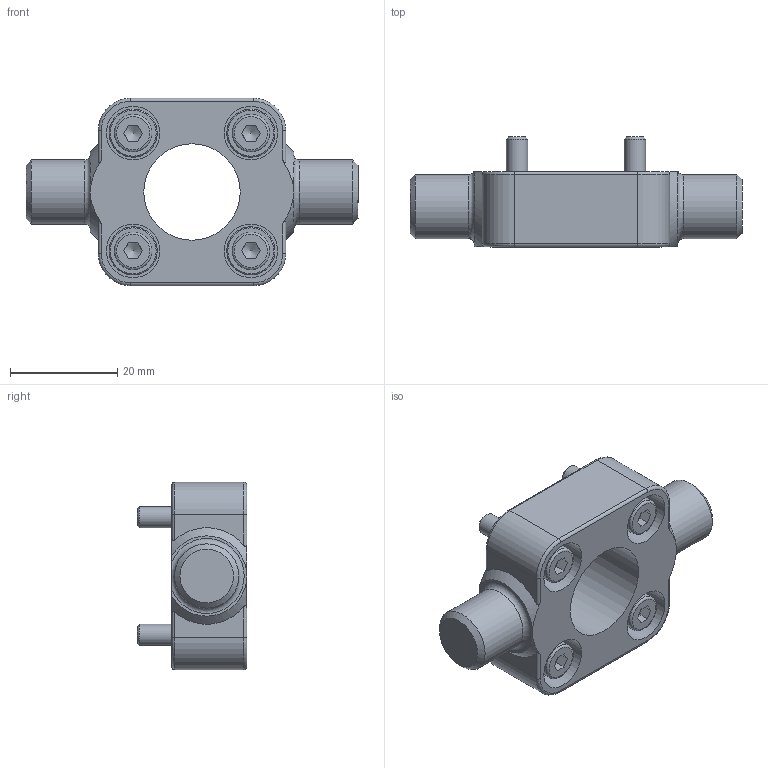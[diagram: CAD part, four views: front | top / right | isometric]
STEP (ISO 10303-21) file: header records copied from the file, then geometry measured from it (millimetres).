
FILE_DESCRIPTION(/* description */ (''),/* implementation_level */ '2;1');
FILE_NAME(/* name */ 'CAD_108230.stp',/* time_stamp */ '2021-01-19T10:02:56+01:00',/* author */ ('Hypex'),/* organization */ ('Hypex'),/* preprocessor_version */ 'ST-DEVELOPER v18',/* originating_system */ 'Autodesk Inventor 2020',/* authorisation */ '');
FILE_SCHEMA (('AUTOMOTIVE_DESIGN { 1 0 10303 214 3 1 1 }'));
Length unit declared in the file: millimetre
Products named in the file (1): CAD_108230
Bounding box: 62 x 20.5 x 35 mm (x, y, z)
Volume: 15595.3 mm3; surface area: 8748.7 mm2
Topology: 1 solids, 1 shells, 163 faces, 425 edges, 292 vertices
Faces by surface type: plane 64, cylinder 47, cone 34, torus 18
Full cylindrical faces by diameter (mm): 4 x4, 4.2 x4, 5.4 x4, 5.5 x4, 7 x4, 9 x4, 10 x4, 12 x2, 18 x1
Entity records: 5455 total; most frequent: CARTESIAN_POINT 1097, DIRECTION 933, ORIENTED_EDGE 842, EDGE_CURVE 421, AXIS2_PLACEMENT_3D 394, VERTEX_POINT 292, CIRCLE 230, EDGE_LOOP 197
